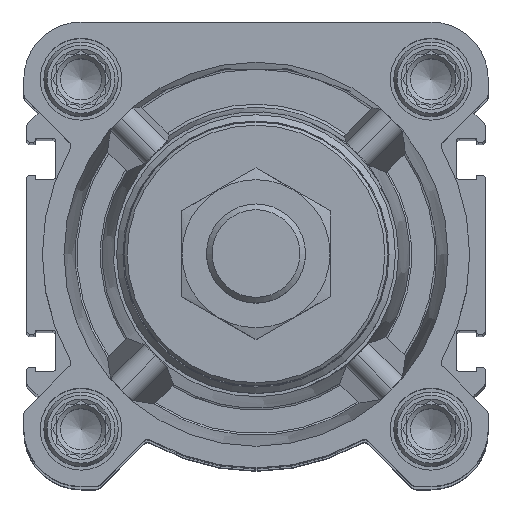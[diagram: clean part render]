
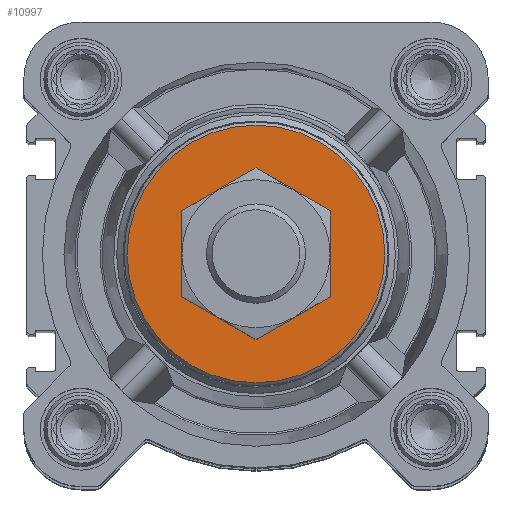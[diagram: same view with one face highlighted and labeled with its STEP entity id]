
A CAD part, top view. The second image highlights one B-rep face of the part: STEP entity #10997.
In plain terms, the highlighted planar face has unit normal (0, 0, 1).
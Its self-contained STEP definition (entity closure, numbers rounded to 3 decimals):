
#2100=PLANE('',#12004);
#2641=CIRCLE('',#12005,20.799);
#2642=CIRCLE('',#12006,10.);
#4724=ORIENTED_EDGE('',*,*,#7063,.F.);
#4725=ORIENTED_EDGE('',*,*,#7064,.T.);
#7063=EDGE_CURVE('',#8378,#8378,#2641,.T.);
#7064=EDGE_CURVE('',#8379,#8379,#2642,.T.);
#8378=VERTEX_POINT('',#18508);
#8379=VERTEX_POINT('',#18510);
#9308=EDGE_LOOP('',(#4724));
#9309=EDGE_LOOP('',(#4725));
#10071=FACE_BOUND('',#9308,.T.);
#10072=FACE_BOUND('',#9309,.T.);
#10997=ADVANCED_FACE('',(#10071,#10072),#2100,.F.);
#12004=AXIS2_PLACEMENT_3D('',#18506,#14233,#14234);
#12005=AXIS2_PLACEMENT_3D('',#18507,#14235,#14236);
#12006=AXIS2_PLACEMENT_3D('',#18509,#14237,#14238);
#14233=DIRECTION('',(0.,0.,-1.));
#14234=DIRECTION('',(-1.,0.,0.));
#14235=DIRECTION('',(0.,0.,-1.));
#14236=DIRECTION('',(-1.,0.,0.));
#14237=DIRECTION('',(0.,0.,-1.));
#14238=DIRECTION('',(-1.,0.,0.));
#18506=CARTESIAN_POINT('',(0.,0.,27.));
#18507=CARTESIAN_POINT('',(0.,0.,27.));
#18508=CARTESIAN_POINT('',(-20.799,0.,27.));
#18509=CARTESIAN_POINT('',(0.,0.,27.));
#18510=CARTESIAN_POINT('',(-10.,0.,27.));
